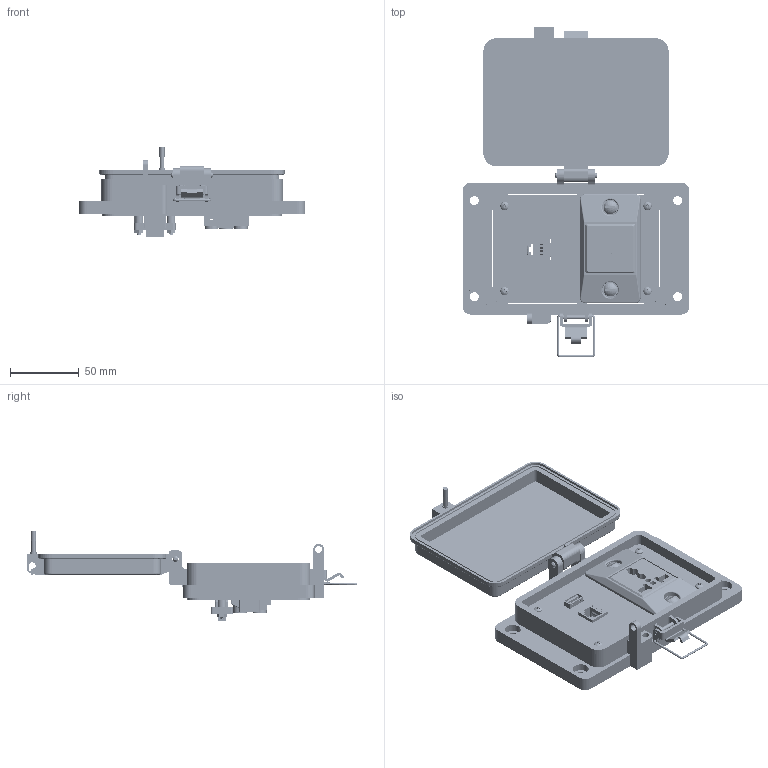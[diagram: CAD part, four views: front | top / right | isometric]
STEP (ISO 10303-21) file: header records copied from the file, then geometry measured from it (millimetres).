
FILE_DESCRIPTION (( 'STEP AP203' ), '1' );
FILE_NAME ('P-P22R2-M3RUV0_3D.STEP', '2022-02-14T20:05:31', ( '' ), ( '' ), 'SwSTEP 2.0', 'SolidWorks 2021', '' );
FILE_SCHEMA (( 'CONFIG_CONTROL_DESIGN' ));
Length unit declared in the file: millimetre
Products named in the file (22): R2; Z-300-RJ45CAT5; Z-001-SPR_3_4; RUV; Z-200-OTLT-RUV_bezel; P-P22R2-M3RUV0_3D; P-P22R2-M3RUV0_FP060_1; Z-H-M3_B; 92005A124_METRIC PAN HEAD PHILLIPS MACHINE SCREW_92005A124; P-P22R2-M3RUV0_BP180_1; Z-200-OTLT-RUV; Z-000-44011_4FH_90273A117; Z-300-USB-A-FF; Z-000-4243316TFP; -M3; P22; Z-002-4401_4HN_90675A005; Z-002-8321132HN_90675A009; Z-000-83212TH_90271A194; P-P22R2-M3RUV0_TP180_1; P-P22R2-M3RUV0_TP060_2; Z-200-OTLT-RUV_outlet
Assembly tree (30 placements, depth 4):
  P-P22R2-M3RUV0_3D
    -M3
      Z-H-M3_B
    P-P22R2-M3RUV0_BP180_1
    P-P22R2-M3RUV0_FP060_1
    P-P22R2-M3RUV0_TP060_2
    P-P22R2-M3RUV0_TP180_1
    Z-000-4243316TFP  x2
    P22
      Z-300-USB-A-FF
    Z-000-44011_4FH_90273A117  x2
    Z-001-SPR_3_4  x2
    Z-002-4401_4HN_90675A005  x2
    R2
      Z-300-RJ45CAT5
    RUV
      Z-200-OTLT-RUV
        Z-200-OTLT-RUV_bezel
        Z-200-OTLT-RUV_outlet
    Z-000-83212TH_90271A194  x2
    Z-002-8321132HN_90675A009  x2
    92005A124_METRIC PAN HEAD PHILLIPS MACHINE SCREW_92005A124  x4
Bounding box: 164.96 x 240.59 x 65.4 mm (x, y, z)
Volume: 264292.4 mm3; surface area: 161698.4 mm2
Topology: 34 solids, 34 shells, 3276 faces, 9136 edges, 5996 vertices
Faces by surface type: cylinder 1544, plane 1144, bspline 316, cone 204, sphere 42, torus 26
Entity records: 91184 total; most frequent: CARTESIAN_POINT 35502, ORIENTED_EDGE 12196, DIRECTION 9651, EDGE_CURVE 6098, VERTEX_POINT 3999, VECTOR 3525, LINE 3525, AXIS2_PLACEMENT_3D 3063
